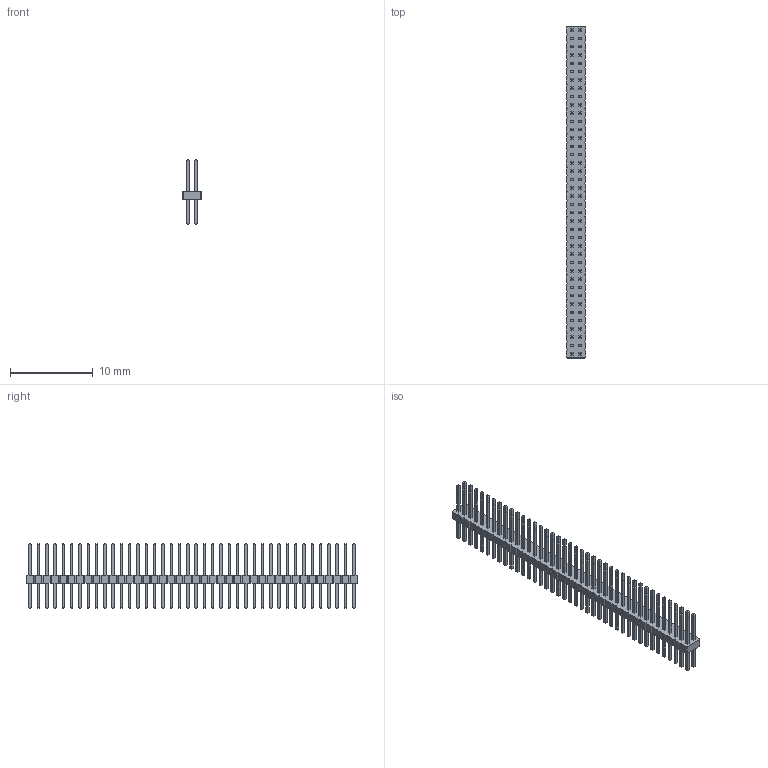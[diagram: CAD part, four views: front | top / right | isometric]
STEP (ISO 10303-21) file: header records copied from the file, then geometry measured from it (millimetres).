
FILE_DESCRIPTION(/* description */ ('model of PinHeader_2x40_P1.00mm_Vertical'),/* implementation_level */ '2;1');
FILE_NAME(/* name */ 'PinHeader_2x40_P1.00mm_Vertical.step',/* time_stamp */ '2018-01-24T11:39:35',/* author */ ('kicad StepUp','ksu'),/* organization */ ('FreeCAD'),/* preprocessor_version */ 'OCC',/* originating_system */ 'kicad StepUp',/* authorisation */ '');
FILE_SCHEMA(('AUTOMOTIVE_DESIGN { 1 0 10303 214 1 1 1 1 }'));
Length unit declared in the file: millimetre
Products named in the file (81): PinHeader_2x40_P100mm_Vertical; Shape0_875658353687; Shape0_100337556306; Shape0_382982543288; Shape0_974709802357; Shape0_823117732891; Shape0_252389152891; Shape0_578114210794; Shape0_84075495002; Shape0_773105026484; Shape0_296631741884; Shape0_21646939159; Shape0_898478501618; Shape0_765227072634; Shape0_223752886208; Shape0_648778851475; Shape0_820539202041; Shape0_651320891246; Shape0_843488651405; Shape0_19566975094; Shape0_982750881022; Shape0_207295242302; Shape0_386090424212; Shape0_611658631996; Shape0_822317478218; Shape0_100195598958; Shape0_457682783648; Shape0_632917774278; Shape0_412359386341; Shape0_463103617742; Shape0_486898137738; Shape0_184787242961; Shape0_0125102640113; Shape0_527601351268; Shape0_748020824473; Shape0_335209852436; Shape0_0527319116597; Shape0_702202613205; Shape0_9619669916; Shape0_492992661119 ...
Bounding box: 2.3 x 40 x 7.8 mm (x, y, z)
Volume: 146.9 mm3; surface area: 1026.5 mm2
Topology: 81 solids, 81 shells, 1364 faces, 2966 edges, 1764 vertices
Faces by surface type: plane 1364
Entity records: 23814 total; most frequent: ORIENTED_EDGE 4570, CARTESIAN_POINT 3767, EDGE_CURVE 2966, LINE 2966, VERTEX_POINT 1764, AXIS2_PLACEMENT_3D 1365, ADVANCED_FACE 1364, FACE_BOUND 1364
